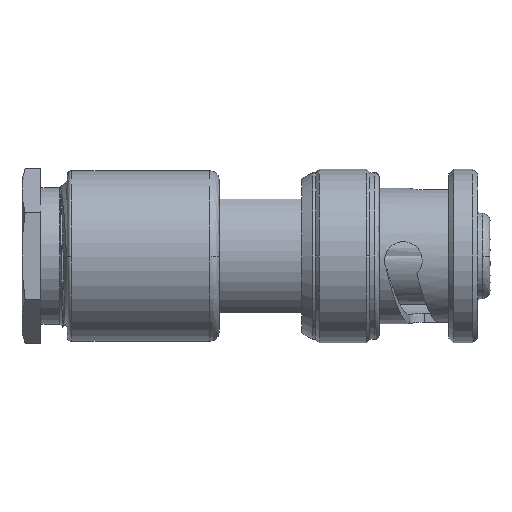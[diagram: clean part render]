
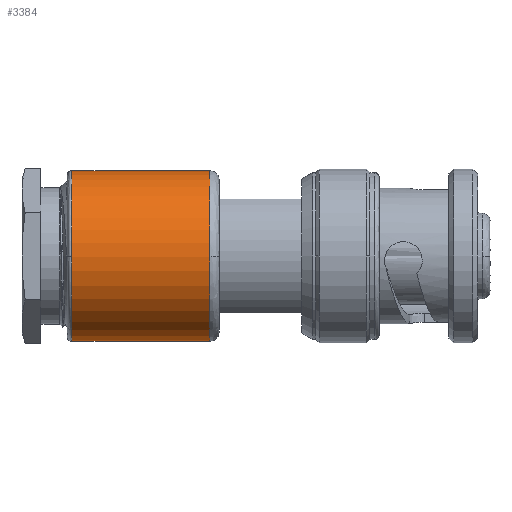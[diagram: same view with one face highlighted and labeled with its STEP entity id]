
A CAD part, front view. The second image highlights one B-rep face of the part: STEP entity #3384.
In plain terms, the highlighted cylindrical face has radius 7.137 mm (diameter 14.275 mm), a partial arc.
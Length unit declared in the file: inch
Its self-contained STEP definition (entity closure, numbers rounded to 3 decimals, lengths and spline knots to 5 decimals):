
#106 = ORIENTED_EDGE ( 'NONE', *, *, #6057, .T. ) ;
#280 = CARTESIAN_POINT ( 'NONE',  ( 0.469, 0., 0. ) ) ;
#352 = VERTEX_POINT ( 'NONE', #7644 ) ;
#466 = DIRECTION ( 'NONE',  ( -1., 0., 0. ) ) ;
#471 = LINE ( 'NONE', #6590, #7593 ) ;
#503 = DIRECTION ( 'NONE',  ( -1., 0., 0. ) ) ;
#700 = CIRCLE ( 'NONE', #4923, 0.281 ) ;
#960 = CIRCLE ( 'NONE', #1599, 0.281 ) ;
#1183 = AXIS2_PLACEMENT_3D ( 'NONE', #5856, #3256, #1410 ) ;
#1410 = DIRECTION ( 'NONE',  ( 0., 1., 0. ) ) ;
#1550 = VERTEX_POINT ( 'NONE', #1609 ) ;
#1593 = DIRECTION ( 'NONE',  ( 0., 1., 0. ) ) ;
#1599 = AXIS2_PLACEMENT_3D ( 'NONE', #7751, #5839, #1593 ) ;
#1609 = CARTESIAN_POINT ( 'NONE',  ( 0.469, 0., 0.281 ) ) ;
#1752 = CARTESIAN_POINT ( 'NONE',  ( 0.469, -0.28099, -0.00248 ) ) ;
#2116 = FACE_OUTER_BOUND ( 'NONE', #4598, .T. ) ;
#2210 = ORIENTED_EDGE ( 'NONE', *, *, #5772, .T. ) ;
#2340 = DIRECTION ( 'NONE',  ( 0., 1., 0. ) ) ;
#2860 = ORIENTED_EDGE ( 'NONE', *, *, #3762, .F. ) ;
#2862 = LINE ( 'NONE', #3694, #2953 ) ;
#2896 = EDGE_CURVE ( 'NONE', #6084, #352, #7060, .T. ) ;
#2953 = VECTOR ( 'NONE', #3049, 39.37008 ) ;
#3049 = DIRECTION ( 'NONE',  ( -1., 0., 0. ) ) ;
#3256 = DIRECTION ( 'NONE',  ( -1., 0., 0. ) ) ;
#3323 = DIRECTION ( 'NONE',  ( -1., 0., 0. ) ) ;
#3384 = ADVANCED_FACE ( 'NONE', ( #2116 ), #4526, .F. ) ;
#3433 = DIRECTION ( 'NONE',  ( 1., 0., 0. ) ) ;
#3694 = CARTESIAN_POINT ( 'NONE',  ( 0.469, 0., 0.281 ) ) ;
#3762 = EDGE_CURVE ( 'NONE', #1550, #352, #2862, .T. ) ;
#4228 = CARTESIAN_POINT ( 'NONE',  ( 0.469, 0., -0.281 ) ) ;
#4526 = CYLINDRICAL_SURFACE ( 'NONE', #5891, 0.281 ) ;
#4566 = DIRECTION ( 'NONE',  ( 0., 0., 1. ) ) ;
#4598 = EDGE_LOOP ( 'NONE', ( #5213, #7499, #2210, #106, #7471, #2860 ) ) ;
#4606 = CARTESIAN_POINT ( 'NONE',  ( 0.015, 0., -0.281 ) ) ;
#4923 = AXIS2_PLACEMENT_3D ( 'NONE', #5955, #466, #2340 ) ;
#5197 = DIRECTION ( 'NONE',  ( 0., 1., 0. ) ) ;
#5213 = ORIENTED_EDGE ( 'NONE', *, *, #6838, .T. ) ;
#5469 = CARTESIAN_POINT ( 'NONE',  ( 0.015, -0.28099, -0.00236 ) ) ;
#5772 = EDGE_CURVE ( 'NONE', #5786, #6427, #471, .T. ) ;
#5786 = VERTEX_POINT ( 'NONE', #4228 ) ;
#5831 = CARTESIAN_POINT ( 'NONE',  ( 0.469, 0., 0. ) ) ;
#5839 = DIRECTION ( 'NONE',  ( 1., 0., 0. ) ) ;
#5856 = CARTESIAN_POINT ( 'NONE',  ( 0.015, 0., 0. ) ) ;
#5891 = AXIS2_PLACEMENT_3D ( 'NONE', #280, #3323, #4566 ) ;
#5893 = EDGE_CURVE ( 'NONE', #7639, #5786, #5944, .T. ) ;
#5944 = CIRCLE ( 'NONE', #6060, 0.281 ) ;
#5955 = CARTESIAN_POINT ( 'NONE',  ( 0.015, 0., 0. ) ) ;
#6057 = EDGE_CURVE ( 'NONE', #6427, #6084, #700, .T. ) ;
#6060 = AXIS2_PLACEMENT_3D ( 'NONE', #5831, #3433, #5197 ) ;
#6084 = VERTEX_POINT ( 'NONE', #5469 ) ;
#6427 = VERTEX_POINT ( 'NONE', #4606 ) ;
#6590 = CARTESIAN_POINT ( 'NONE',  ( 0.469, 0., -0.281 ) ) ;
#6838 = EDGE_CURVE ( 'NONE', #1550, #7639, #960, .T. ) ;
#7060 = CIRCLE ( 'NONE', #1183, 0.281 ) ;
#7471 = ORIENTED_EDGE ( 'NONE', *, *, #2896, .T. ) ;
#7499 = ORIENTED_EDGE ( 'NONE', *, *, #5893, .T. ) ;
#7593 = VECTOR ( 'NONE', #503, 39.37008 ) ;
#7639 = VERTEX_POINT ( 'NONE', #1752 ) ;
#7644 = CARTESIAN_POINT ( 'NONE',  ( 0.015, 0., 0.281 ) ) ;
#7751 = CARTESIAN_POINT ( 'NONE',  ( 0.469, 0., 0. ) ) ;
